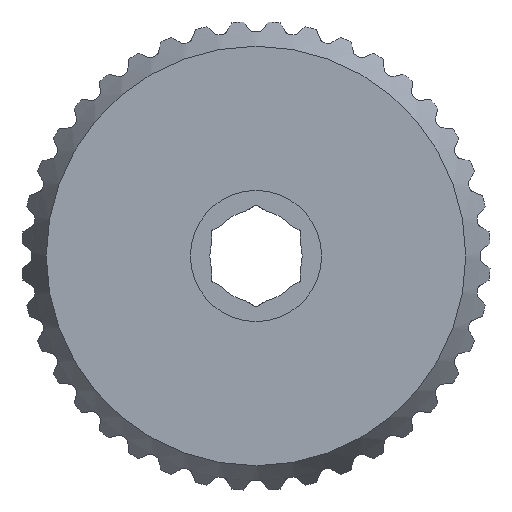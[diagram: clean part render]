
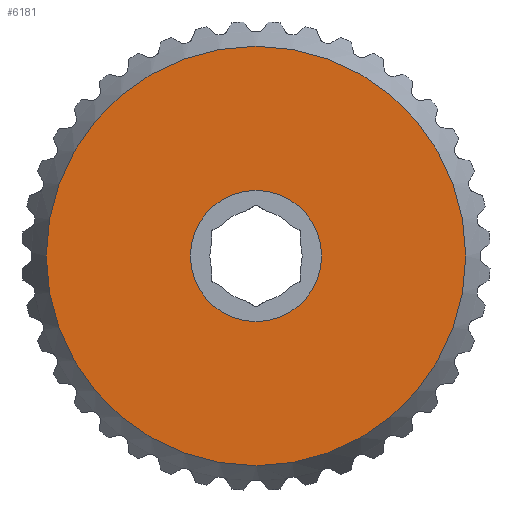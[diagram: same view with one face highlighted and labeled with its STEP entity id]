
A CAD part, front view. The second image highlights one B-rep face of the part: STEP entity #6181.
In plain terms, the highlighted planar face has unit normal (0, -1, 0).
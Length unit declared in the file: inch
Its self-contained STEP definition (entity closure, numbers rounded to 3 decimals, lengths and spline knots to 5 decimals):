
#215=FACE_BOUND('',#1231,.T.);
#242=PLANE('',#6738);
#880=FACE_OUTER_BOUND('',#1230,.T.);
#1230=EDGE_LOOP('',(#4663,#4664));
#1231=EDGE_LOOP('',(#4665,#4666));
#1966=CIRCLE('',#6525,0.28);
#1967=CIRCLE('',#6526,0.28);
#2011=CIRCLE('',#6571,0.89568);
#2012=CIRCLE('',#6572,0.89568);
#2314=VERTEX_POINT('',#8227);
#2315=VERTEX_POINT('',#8228);
#2440=VERTEX_POINT('',#9040);
#2441=VERTEX_POINT('',#9042);
#3012=EDGE_CURVE('',#2314,#2315,#1966,.T.);
#3013=EDGE_CURVE('',#2315,#2314,#1967,.T.);
#3139=EDGE_CURVE('',#2440,#2441,#2011,.T.);
#3140=EDGE_CURVE('',#2441,#2440,#2012,.T.);
#4663=ORIENTED_EDGE('',*,*,#3140,.F.);
#4664=ORIENTED_EDGE('',*,*,#3139,.F.);
#4665=ORIENTED_EDGE('',*,*,#3012,.T.);
#4666=ORIENTED_EDGE('',*,*,#3013,.T.);
#6181=ADVANCED_FACE('',(#880,#215),#242,.F.);
#6525=AXIS2_PLACEMENT_3D('',#8229,#7026,#7027);
#6526=AXIS2_PLACEMENT_3D('',#8230,#7028,#7029);
#6571=AXIS2_PLACEMENT_3D('',#9043,#7120,#7121);
#6572=AXIS2_PLACEMENT_3D('',#9044,#7122,#7123);
#6738=AXIS2_PLACEMENT_3D('',#11637,#7497,#7498);
#7026=DIRECTION('center_axis',(0.,1.,0.));
#7027=DIRECTION('ref_axis',(0.,0.,1.));
#7028=DIRECTION('center_axis',(0.,1.,0.));
#7029=DIRECTION('ref_axis',(0.,0.,1.));
#7120=DIRECTION('center_axis',(0.,1.,0.));
#7121=DIRECTION('ref_axis',(0.,0.,
1.));
#7122=DIRECTION('center_axis',(0.,1.,0.));
#7123=DIRECTION('ref_axis',(0.,0.,
1.));
#7497=DIRECTION('center_axis',(0.,1.,0.));
#7498=DIRECTION('ref_axis',(0.,0.,1.));
#8227=CARTESIAN_POINT('',(0.,-0.17712,0.28));
#8228=CARTESIAN_POINT('',(0.,-0.17712,-0.28));
#8229=CARTESIAN_POINT('Origin',(0.,-0.17712,0.));
#8230=CARTESIAN_POINT('Origin',(0.,-0.17712,0.));
#9040=CARTESIAN_POINT('',(0.,-0.17712,-0.89568));
#9042=CARTESIAN_POINT('',(0.,-0.17712,0.89568));
#9043=CARTESIAN_POINT('Origin',(0.,-0.17712,
0.));
#9044=CARTESIAN_POINT('Origin',(0.,-0.17712,
0.));
#11637=CARTESIAN_POINT('Origin',(0.,-0.17712,0.));
